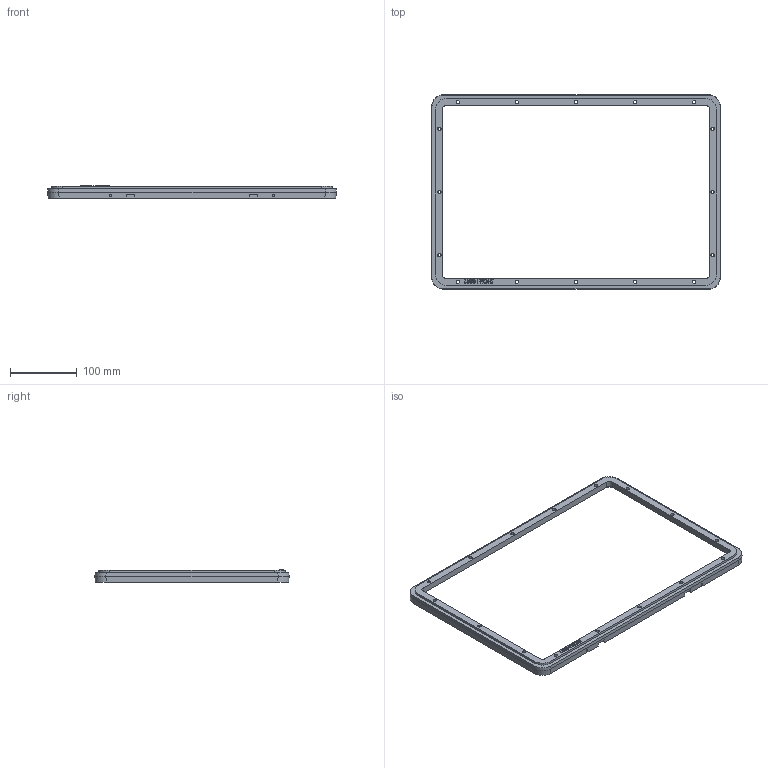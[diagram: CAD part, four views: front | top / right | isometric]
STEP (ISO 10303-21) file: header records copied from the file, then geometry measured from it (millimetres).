
FILE_DESCRIPTION (( 'STEP AP214' ), '1' );
FILE_NAME ('1500-PF.STEP', '2008-04-16T17:06:30', ( ' ' ), ( ' ' ), 'SwSTEP 2.0', 'SolidWorks 2007', '' );
FILE_SCHEMA (( 'AUTOMOTIVE_DESIGN' ));
Length unit declared in the file: inch
Products named in the file (1): 1500-PF
Bounding box: 432.31 x 291.08 x 18.03 mm (x, y, z)
Volume: 242546 mm3; surface area: 92720.9 mm2
Topology: 1 solids, 1 shells, 194 faces, 526 edges, 348 vertices
Faces by surface type: plane 95, bspline 39, cone 32, cylinder 28
Entity records: 9035 total; most frequent: CARTESIAN_POINT 4264, ORIENTED_EDGE 1052, DIRECTION 836, EDGE_CURVE 526, VERTEX_POINT 348, VECTOR 332, LINE 332, AXIS2_PLACEMENT_3D 252
